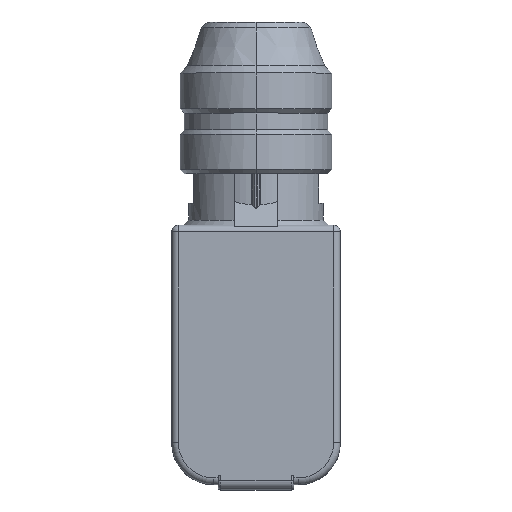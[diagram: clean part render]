
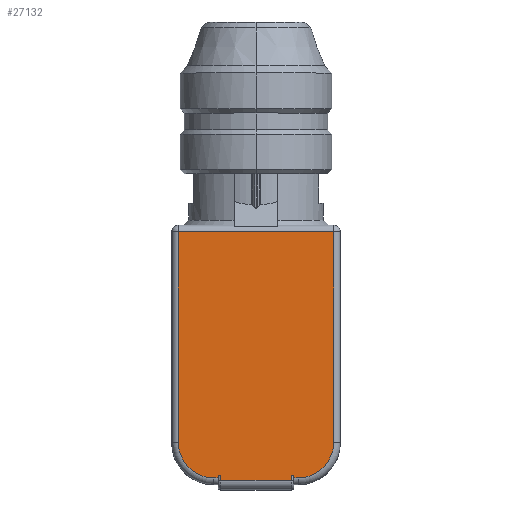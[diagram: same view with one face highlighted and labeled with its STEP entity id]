
A CAD part, top view. The second image highlights one B-rep face of the part: STEP entity #27132.
In plain terms, the highlighted planar face has unit normal (0, 0, 1).
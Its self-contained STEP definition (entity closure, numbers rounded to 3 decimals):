
#26374=AXIS2_PLACEMENT_3D('Circle Axis2P3D',#26372,#26373,$) ;
#26673=AXIS2_PLACEMENT_3D('Circle Axis2P3D',#26671,#26672,$) ;
#27071=AXIS2_PLACEMENT_3D('Plane Axis2P3D',#27068,#27069,#27070) ;
#25516=CARTESIAN_POINT('Vertex',(0.8,30.6,37.8)) ;
#25523=CARTESIAN_POINT('Vertex',(0.8,5.6,37.8)) ;
#25526=CARTESIAN_POINT('Line Origine',(0.8,21.,37.8)) ;
#25803=CARTESIAN_POINT('Vertex',(19.2,5.6,37.8)) ;
#25810=CARTESIAN_POINT('Vertex',(19.2,30.6,37.8)) ;
#25813=CARTESIAN_POINT('Line Origine',(19.2,21.,37.8)) ;
#26101=CARTESIAN_POINT('Vertex',(15.,1.4,37.8)) ;
#26104=CARTESIAN_POINT('Line Origine',(20.,1.4,37.8)) ;
#26108=CARTESIAN_POINT('Vertex',(14.5,1.4,37.8)) ;
#26135=CARTESIAN_POINT('Vertex',(14.2,1.1,37.8)) ;
#26178=CARTESIAN_POINT('Line Origine',(5.5,1.1,37.8)) ;
#26182=CARTESIAN_POINT('Vertex',(5.8,1.1,37.8)) ;
#26344=CARTESIAN_POINT('Vertex',(5.5,1.4,37.8)) ;
#26347=CARTESIAN_POINT('Line Origine',(20.,1.4,37.8)) ;
#26351=CARTESIAN_POINT('Vertex',(5.,1.4,37.8)) ;
#26372=CARTESIAN_POINT('Axis2P3D Location',(5.,5.6,37.8)) ;
#26671=CARTESIAN_POINT('Axis2P3D Location',(15.,5.6,37.8)) ;
#27068=CARTESIAN_POINT('Axis2P3D Location',(14.5,1.7,37.8)) ;
#27073=CARTESIAN_POINT('Line Origine',(14.2,1.4,37.8)) ;
#27077=CARTESIAN_POINT('Vertex',(14.2,1.7,37.8)) ;
#27080=CARTESIAN_POINT('Line Origine',(14.35,1.7,37.8)) ;
#27084=CARTESIAN_POINT('Vertex',(14.5,1.7,37.8)) ;
#27087=CARTESIAN_POINT('Line Origine',(14.5,1.55,37.8)) ;
#27092=CARTESIAN_POINT('Line Origine',(10.,30.6,37.8)) ;
#27097=CARTESIAN_POINT('Line Origine',(5.5,1.55,37.8)) ;
#27101=CARTESIAN_POINT('Vertex',(5.5,1.7,37.8)) ;
#27104=CARTESIAN_POINT('Line Origine',(5.65,1.7,37.8)) ;
#27108=CARTESIAN_POINT('Vertex',(5.8,1.7,37.8)) ;
#27111=CARTESIAN_POINT('Line Origine',(5.8,1.4,37.8)) ;
#25527=DIRECTION('Vector Direction',(0.,-1.,0.)) ;
#25814=DIRECTION('Vector Direction',(0.,-1.,0.)) ;
#26105=DIRECTION('Vector Direction',(-1.,0.,0.)) ;
#26179=DIRECTION('Vector Direction',(-1.,0.,0.)) ;
#26348=DIRECTION('Vector Direction',(-1.,0.,0.)) ;
#26373=DIRECTION('Axis2P3D Direction',(0.,0.,1.)) ;
#26672=DIRECTION('Axis2P3D Direction',(0.,0.,1.)) ;
#27069=DIRECTION('Axis2P3D Direction',(0.,-0.,1.)) ;
#27070=DIRECTION('Axis2P3D XDirection',(0.,1.,0.)) ;
#27074=DIRECTION('Vector Direction',(0.,1.,0.)) ;
#27081=DIRECTION('Vector Direction',(-1.,0.,0.)) ;
#27088=DIRECTION('Vector Direction',(0.,1.,0.)) ;
#27093=DIRECTION('Vector Direction',(1.,0.,0.)) ;
#27098=DIRECTION('Vector Direction',(0.,1.,0.)) ;
#27105=DIRECTION('Vector Direction',(-1.,0.,0.)) ;
#27112=DIRECTION('Vector Direction',(0.,-1.,0.)) ;
#25528=VECTOR('Line Direction',#25527,1.) ;
#25815=VECTOR('Line Direction',#25814,1.) ;
#26106=VECTOR('Line Direction',#26105,1.) ;
#26180=VECTOR('Line Direction',#26179,1.) ;
#26349=VECTOR('Line Direction',#26348,1.) ;
#27075=VECTOR('Line Direction',#27074,1.) ;
#27082=VECTOR('Line Direction',#27081,1.) ;
#27089=VECTOR('Line Direction',#27088,1.) ;
#27094=VECTOR('Line Direction',#27093,1.) ;
#27099=VECTOR('Line Direction',#27098,1.) ;
#27106=VECTOR('Line Direction',#27105,1.) ;
#27113=VECTOR('Line Direction',#27112,1.) ;
#27117=ORIENTED_EDGE('',*,*,#26184,.T.) ;
#27118=ORIENTED_EDGE('',*,*,#27079,.T.) ;
#27119=ORIENTED_EDGE('',*,*,#27086,.F.) ;
#27120=ORIENTED_EDGE('',*,*,#27091,.F.) ;
#27121=ORIENTED_EDGE('',*,*,#26110,.T.) ;
#27122=ORIENTED_EDGE('',*,*,#26675,.T.) ;
#27123=ORIENTED_EDGE('',*,*,#25817,.T.) ;
#27124=ORIENTED_EDGE('',*,*,#27096,.F.) ;
#27125=ORIENTED_EDGE('',*,*,#25530,.T.) ;
#27126=ORIENTED_EDGE('',*,*,#26376,.T.) ;
#27127=ORIENTED_EDGE('',*,*,#26353,.T.) ;
#27128=ORIENTED_EDGE('',*,*,#27103,.T.) ;
#27129=ORIENTED_EDGE('',*,*,#27110,.F.) ;
#27130=ORIENTED_EDGE('',*,*,#27115,.T.) ;
#27132=ADVANCED_FACE('Hauptkoerper',(#27131),#27072,.T.) ;
#26375=CIRCLE('generated circle',#26374,4.2) ;
#26674=CIRCLE('generated circle',#26673,4.2) ;
#25530=EDGE_CURVE('',#25517,#25524,#25529,.T.) ;
#25817=EDGE_CURVE('',#25804,#25811,#25816,.F.) ;
#26110=EDGE_CURVE('',#26109,#26102,#26107,.F.) ;
#26184=EDGE_CURVE('',#26183,#26136,#26181,.F.) ;
#26353=EDGE_CURVE('',#26352,#26345,#26350,.F.) ;
#26376=EDGE_CURVE('',#25524,#26352,#26375,.T.) ;
#26675=EDGE_CURVE('',#26102,#25804,#26674,.T.) ;
#27079=EDGE_CURVE('',#26136,#27078,#27076,.T.) ;
#27086=EDGE_CURVE('',#27085,#27078,#27083,.T.) ;
#27091=EDGE_CURVE('',#26109,#27085,#27090,.T.) ;
#27096=EDGE_CURVE('',#25517,#25811,#27095,.T.) ;
#27103=EDGE_CURVE('',#26345,#27102,#27100,.T.) ;
#27110=EDGE_CURVE('',#27109,#27102,#27107,.T.) ;
#27115=EDGE_CURVE('',#27109,#26183,#27114,.T.) ;
#27116=EDGE_LOOP('',(#27117,#27118,#27119,#27120,#27121,#27122,#27123,#27124,#27125,#27126,#27127,#27128,#27129,#27130)) ;
#27131=FACE_OUTER_BOUND('',#27116,.T.) ;
#25529=LINE('Line',#25526,#25528) ;
#25816=LINE('Line',#25813,#25815) ;
#26107=LINE('Line',#26104,#26106) ;
#26181=LINE('Line',#26178,#26180) ;
#26350=LINE('Line',#26347,#26349) ;
#27076=LINE('Line',#27073,#27075) ;
#27083=LINE('Line',#27080,#27082) ;
#27090=LINE('Line',#27087,#27089) ;
#27095=LINE('Line',#27092,#27094) ;
#27100=LINE('Line',#27097,#27099) ;
#27107=LINE('Line',#27104,#27106) ;
#27114=LINE('Line',#27111,#27113) ;
#27072=PLANE('',#27071) ;
#25517=VERTEX_POINT('',#25516) ;
#25524=VERTEX_POINT('',#25523) ;
#25804=VERTEX_POINT('',#25803) ;
#25811=VERTEX_POINT('',#25810) ;
#26102=VERTEX_POINT('',#26101) ;
#26109=VERTEX_POINT('',#26108) ;
#26136=VERTEX_POINT('',#26135) ;
#26183=VERTEX_POINT('',#26182) ;
#26345=VERTEX_POINT('',#26344) ;
#26352=VERTEX_POINT('',#26351) ;
#27078=VERTEX_POINT('',#27077) ;
#27085=VERTEX_POINT('',#27084) ;
#27102=VERTEX_POINT('',#27101) ;
#27109=VERTEX_POINT('',#27108) ;
